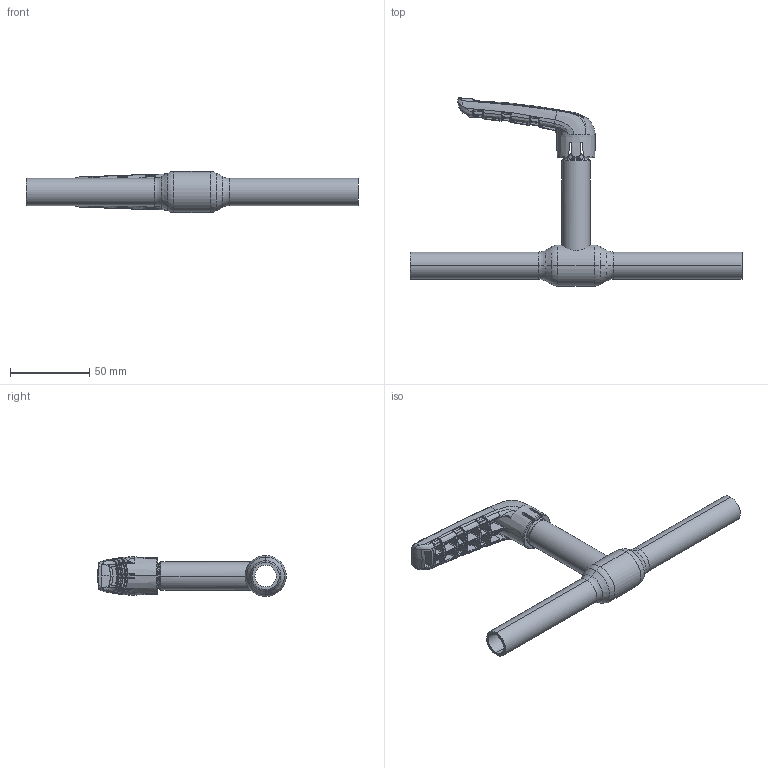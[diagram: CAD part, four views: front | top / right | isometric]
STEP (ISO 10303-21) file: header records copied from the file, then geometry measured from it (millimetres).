
FILE_DESCRIPTION (( 'STEP AP214' ), '1' );
FILE_NAME ('1010003001-xxxx.step', '2019-05-10T10:46:43', ( '' ), ( '' ), 'SwSTEP 2.0', 'SolidWorks 2017', '' );
FILE_SCHEMA (( 'AUTOMOTIVE_DESIGN' ));
Length unit declared in the file: millimetre
Products named in the file (1): 1010003001-xxxx
Bounding box: 210 x 119.18 x 26 mm (x, y, z)
Surface area: 26625.9 mm2 (no closed solid volume)
Topology: 0 solids, 5 shells, 681 faces, 2171 edges, 1376 vertices
Faces by surface type: bspline 575, plane 41, cylinder 31, cone 17, torus 17
Entity records: 61195 total; most frequent: CARTESIAN_POINT 40183, ORIENTED_EDGE 3524, EDGE_CURVE 2151, B_SPLINE_CURVE_WITH_KNOTS 1559, VERTEX_POINT 1376, DIRECTION 1249, EDGE_LOOP 702, UNCERTAINTY_MEASURE_WITH_UNIT 683
